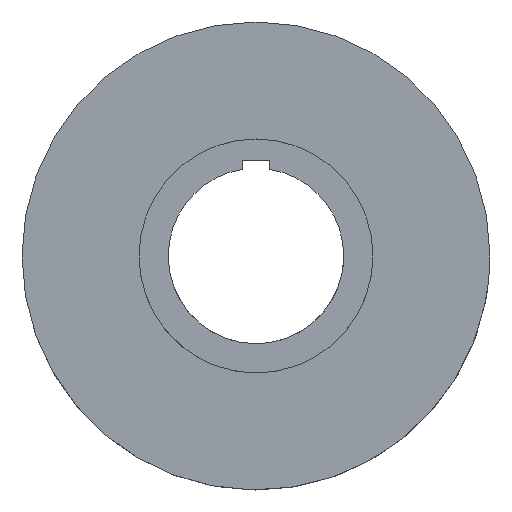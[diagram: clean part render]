
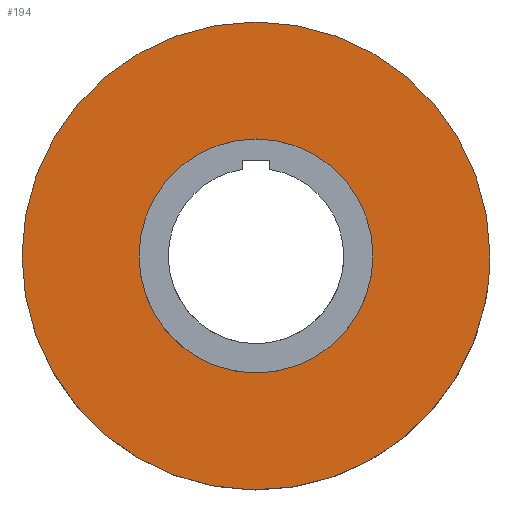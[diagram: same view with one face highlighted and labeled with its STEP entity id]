
A CAD part, top view. The second image highlights one B-rep face of the part: STEP entity #194.
In plain terms, the highlighted planar face has unit normal (0, 0, 1).
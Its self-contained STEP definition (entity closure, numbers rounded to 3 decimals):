
#56=AXIS2_PLACEMENT_3D('Circle Axis2P3D',#54,#55,$) ;
#170=AXIS2_PLACEMENT_3D('Plane Axis2P3D',#167,#168,#169) ;
#178=AXIS2_PLACEMENT_3D('Circle Axis2P3D',#176,#177,$) ;
#187=AXIS2_PLACEMENT_3D('Circle Axis2P3D',#185,#186,$) ;
#51=CARTESIAN_POINT('Vertex',(0.,30.,1.2)) ;
#54=CARTESIAN_POINT('Axis2P3D Location',(30.,30.,1.2)) ;
#58=CARTESIAN_POINT('Vertex',(60.,30.,1.2)) ;
#144=CARTESIAN_POINT('Control Point',(0.,30.,1.2)) ;
#145=CARTESIAN_POINT('Control Point',(0.,25.288,1.2)) ;
#146=CARTESIAN_POINT('Control Point',(0.925,20.575,1.2)) ;
#147=CARTESIAN_POINT('Control Point',(2.777,16.105,1.2)) ;
#148=CARTESIAN_POINT('Control Point',(8.133,8.133,1.2)) ;
#149=CARTESIAN_POINT('Control Point',(16.105,2.777,1.2)) ;
#150=CARTESIAN_POINT('Control Point',(20.575,0.925,1.2)) ;
#151=CARTESIAN_POINT('Control Point',(30.,-0.925,1.2)) ;
#152=CARTESIAN_POINT('Control Point',(39.425,0.925,1.2)) ;
#153=CARTESIAN_POINT('Control Point',(43.895,2.777,1.2)) ;
#154=CARTESIAN_POINT('Control Point',(51.867,8.133,1.2)) ;
#155=CARTESIAN_POINT('Control Point',(57.223,16.105,1.2)) ;
#156=CARTESIAN_POINT('Control Point',(59.075,20.575,1.2)) ;
#157=CARTESIAN_POINT('Control Point',(60.,25.288,1.2)) ;
#158=CARTESIAN_POINT('Control Point',(60.,30.,1.2)) ;
#167=CARTESIAN_POINT('Axis2P3D Location',(30.,30.,1.2)) ;
#176=CARTESIAN_POINT('Axis2P3D Location',(30.,30.,1.2)) ;
#180=CARTESIAN_POINT('Vertex',(15.,30.,1.2)) ;
#182=CARTESIAN_POINT('Vertex',(45.,30.,1.2)) ;
#185=CARTESIAN_POINT('Axis2P3D Location',(30.,30.,1.2)) ;
#55=DIRECTION('Axis2P3D Direction',(0.,0.,1.)) ;
#168=DIRECTION('Axis2P3D Direction',(0.,0.,1.)) ;
#169=DIRECTION('Axis2P3D XDirection',(1.,0.,0.)) ;
#177=DIRECTION('Axis2P3D Direction',(0.,0.,1.)) ;
#186=DIRECTION('Axis2P3D Direction',(0.,0.,1.)) ;
#173=ORIENTED_EDGE('',*,*,#60,.T.) ;
#174=ORIENTED_EDGE('',*,*,#159,.T.) ;
#191=ORIENTED_EDGE('',*,*,#184,.F.) ;
#192=ORIENTED_EDGE('',*,*,#189,.F.) ;
#193=FACE_BOUND('',#190,.T.) ;
#194=ADVANCED_FACE('S3D - gedreht',(#175,#193),#171,.T.) ;
#143=B_SPLINE_CURVE_WITH_KNOTS('',5,(#144,#145,#146,#147,#148,#149,#150,#151,#152,#153,#154,#155,#156,#157,#158),.UNSPECIFIED.,.F.,.U.,(6,3,3,3,6),(-47.124,-23.562,0.,23.562,47.124),.UNSPECIFIED.) ;
#57=CIRCLE('generated circle',#56,30.) ;
#179=CIRCLE('generated circle',#178,15.) ;
#188=CIRCLE('generated circle',#187,15.) ;
#60=EDGE_CURVE('',#59,#52,#57,.T.) ;
#159=EDGE_CURVE('',#52,#59,#143,.T.) ;
#184=EDGE_CURVE('',#181,#183,#179,.T.) ;
#189=EDGE_CURVE('',#183,#181,#188,.T.) ;
#172=EDGE_LOOP('',(#173,#174)) ;
#190=EDGE_LOOP('',(#191,#192)) ;
#175=FACE_OUTER_BOUND('',#172,.T.) ;
#171=PLANE('',#170) ;
#52=VERTEX_POINT('',#51) ;
#59=VERTEX_POINT('',#58) ;
#181=VERTEX_POINT('',#180) ;
#183=VERTEX_POINT('',#182) ;
